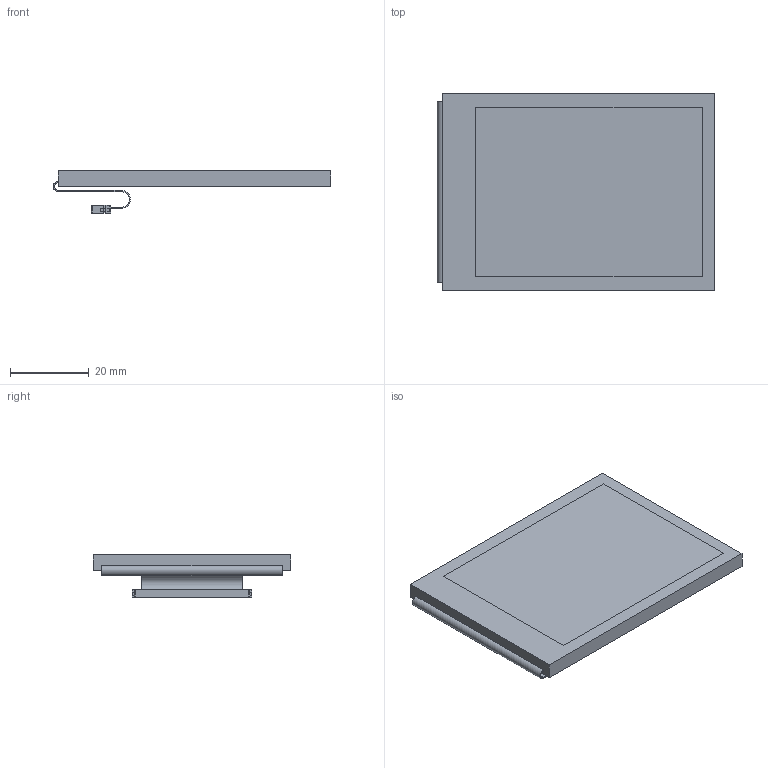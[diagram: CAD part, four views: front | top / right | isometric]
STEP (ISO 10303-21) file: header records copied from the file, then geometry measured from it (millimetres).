
FILE_DESCRIPTION(('FreeCAD Model'),'2;1');
FILE_NAME( 'MI0283QT-11.step', '2020-09-08T22:47:27',('Author'),(''), 'Open CASCADE STEP processor 7.3','FreeCAD','Unknown');
FILE_SCHEMA(('AUTOMOTIVE_DESIGN { 1 0 10303 214 1 1 1 1 }'));
Length unit declared in the file: millimetre
Products named in the file (4): Screen; FPC_Latch; FPC_Housing; FPC_Cable
Bounding box: 70.6 x 50.2 x 10.8 mm (x, y, z)
Volume: 14584.8 mm3; surface area: 11022.1 mm2
Topology: 4 solids, 4 shells, 89 faces, 204 edges, 124 vertices
Faces by surface type: plane 79, cylinder 10
Entity records: 5376 total; most frequent: CARTESIAN_POINT 862, DIRECTION 802, LINE 584, VECTOR 584, ORIENTED_EDGE 408, PCURVE 408, DEFINITIONAL_REPRESENTATION 408, EDGE_CURVE 204
